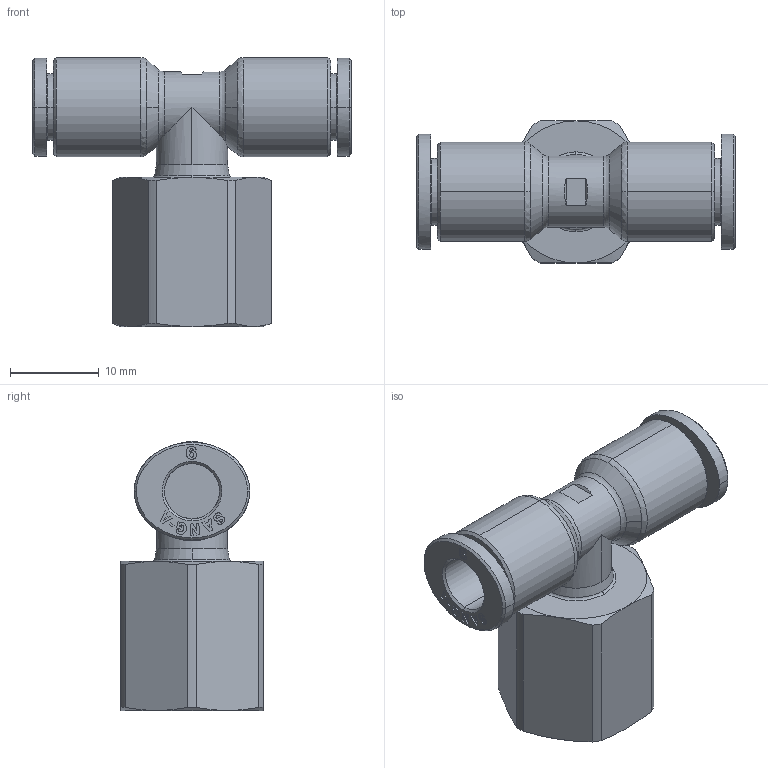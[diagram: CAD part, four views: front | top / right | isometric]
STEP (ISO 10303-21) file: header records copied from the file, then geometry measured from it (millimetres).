
FILE_DESCRIPTION (( 'STEP AP214' ), '1' );
FILE_NAME ('PTF06-G02.stp', '2015-09-22T06:54:54', ( '' ), ( '' ), 'SwSTEP 2.0', 'SolidWorks 2015', '' );
FILE_SCHEMA (( 'AUTOMOTIVE_DESIGN' ));
Length unit declared in the file: millimetre
Products named in the file (2): ｦ+ﾃｦ1; PTF06-G02
Assembly tree (1 placements, depth 2):
  PTF06-G02
    ｦ+ﾃｦ1
Bounding box: 35.9 x 16 x 30.3 mm (x, y, z)
Volume: 4799.9 mm3; surface area: 4018.1 mm2
Topology: 1 solids, 1 shells, 489 faces, 1344 edges, 886 vertices
Faces by surface type: plane 348, bspline 68, cylinder 41, cone 28, torus 4
Entity records: 18466 total; most frequent: CARTESIAN_POINT 5903, ORIENTED_EDGE 2688, DIRECTION 2136, EDGE_CURVE 1344, VECTOR 1026, LINE 1026, VERTEX_POINT 886, AXIS2_PLACEMENT_3D 555
